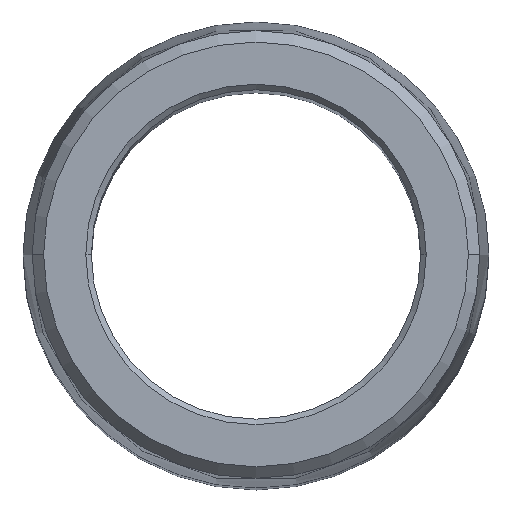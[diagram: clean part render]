
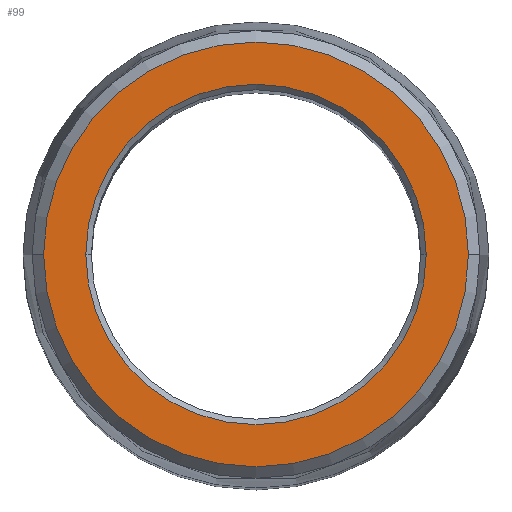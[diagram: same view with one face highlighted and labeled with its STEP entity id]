
A CAD part, top view. The second image highlights one B-rep face of the part: STEP entity #99.
In plain terms, the highlighted planar face has unit normal (0, 0, 1).
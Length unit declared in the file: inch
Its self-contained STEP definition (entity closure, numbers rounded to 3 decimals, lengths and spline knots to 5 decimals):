
#11 = DIRECTION ( 'NONE',  ( 0., 0., 1. ) ) ;
#36 = EDGE_CURVE ( 'NONE', #335, #316, #326, .T. ) ;
#46 = CIRCLE ( 'NONE', #64, 0.47863 ) ;
#50 = CARTESIAN_POINT ( 'NONE',  ( 0.3835, 0., 4. ) ) ;
#64 = AXIS2_PLACEMENT_3D ( 'NONE', #501, #287, #71 ) ;
#65 = CARTESIAN_POINT ( 'NONE',  ( -0.47863, 0., 4. ) ) ;
#71 = DIRECTION ( 'NONE',  ( 1., 0., 0. ) ) ;
#73 = VERTEX_POINT ( 'NONE', #551 ) ;
#96 = DIRECTION ( 'NONE',  ( 1., 0., 0. ) ) ;
#99 = ADVANCED_FACE ( 'NONE', ( #552, #466 ), #510, .T. ) ;
#132 = DIRECTION ( 'NONE',  ( 0., 0., 1. ) ) ;
#135 = DIRECTION ( 'NONE',  ( 1., 0., 0. ) ) ;
#137 = CARTESIAN_POINT ( 'NONE',  ( 0., 0., 4. ) ) ;
#149 = ORIENTED_EDGE ( 'NONE', *, *, #302, .T. ) ;
#157 = AXIS2_PLACEMENT_3D ( 'NONE', #266, #394, #96 ) ;
#188 = CARTESIAN_POINT ( 'NONE',  ( -0.3835, 0., 4. ) ) ;
#216 = CARTESIAN_POINT ( 'NONE',  ( 0., 0., 4. ) ) ;
#234 = EDGE_CURVE ( 'NONE', #316, #335, #269, .T. ) ;
#266 = CARTESIAN_POINT ( 'NONE',  ( 0., 0., 4. ) ) ;
#269 = CIRCLE ( 'NONE', #157, 0.3835 ) ;
#287 = DIRECTION ( 'NONE',  ( 0., 0., 1. ) ) ;
#299 = ORIENTED_EDGE ( 'NONE', *, *, #545, .T. ) ;
#302 = EDGE_CURVE ( 'NONE', #446, #73, #336, .T. ) ;
#316 = VERTEX_POINT ( 'NONE', #188 ) ;
#326 = CIRCLE ( 'NONE', #399, 0.3835 ) ;
#335 = VERTEX_POINT ( 'NONE', #50 ) ;
#336 = CIRCLE ( 'NONE', #406, 0.47863 ) ;
#377 = ORIENTED_EDGE ( 'NONE', *, *, #36, .T. ) ;
#382 = AXIS2_PLACEMENT_3D ( 'NONE', #385, #132, #427 ) ;
#384 = EDGE_LOOP ( 'NONE', ( #149, #299 ) ) ;
#385 = CARTESIAN_POINT ( 'NONE',  ( 0., 0., 4. ) ) ;
#387 = ORIENTED_EDGE ( 'NONE', *, *, #234, .T. ) ;
#394 = DIRECTION ( 'NONE',  ( 0., 0., -1. ) ) ;
#399 = AXIS2_PLACEMENT_3D ( 'NONE', #216, #546, #540 ) ;
#406 = AXIS2_PLACEMENT_3D ( 'NONE', #137, #11, #135 ) ;
#410 = EDGE_LOOP ( 'NONE', ( #377, #387 ) ) ;
#427 = DIRECTION ( 'NONE',  ( 1., 0., 0. ) ) ;
#446 = VERTEX_POINT ( 'NONE', #65 ) ;
#466 = FACE_OUTER_BOUND ( 'NONE', #384, .T. ) ;
#501 = CARTESIAN_POINT ( 'NONE',  ( 0., 0., 4. ) ) ;
#510 = PLANE ( 'NONE',  #382 ) ;
#540 = DIRECTION ( 'NONE',  ( 1., 0., 0. ) ) ;
#545 = EDGE_CURVE ( 'NONE', #73, #446, #46, .T. ) ;
#546 = DIRECTION ( 'NONE',  ( 0., 0., -1. ) ) ;
#551 = CARTESIAN_POINT ( 'NONE',  ( 0.47863, 0., 4. ) ) ;
#552 = FACE_BOUND ( 'NONE', #410, .T. ) ;
